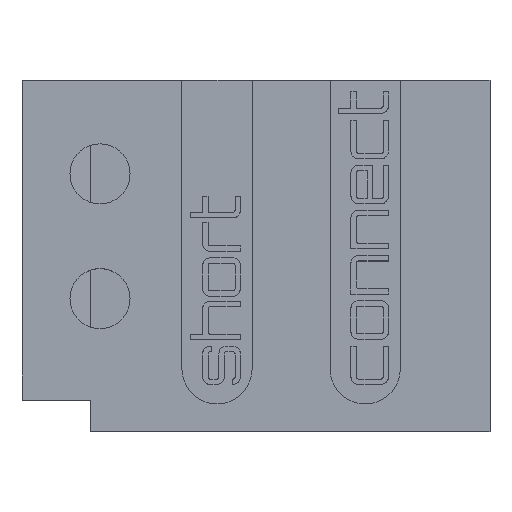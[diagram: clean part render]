
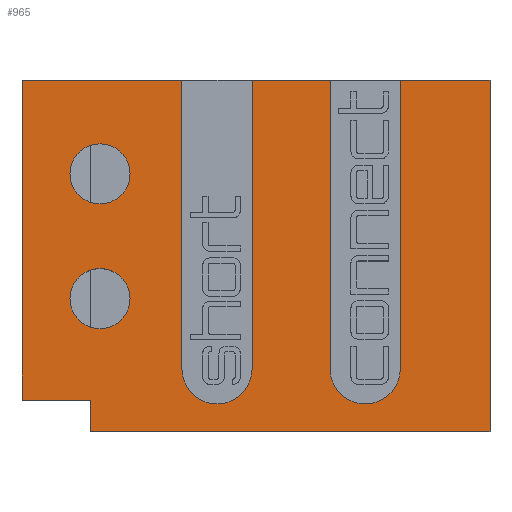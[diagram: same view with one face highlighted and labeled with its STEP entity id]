
A CAD part, top view. The second image highlights one B-rep face of the part: STEP entity #965.
In plain terms, the highlighted planar face has unit normal (0, 0, 1).
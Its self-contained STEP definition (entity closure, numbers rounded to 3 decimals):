
#263 = VERTEX_POINT('',#264);
#264 = CARTESIAN_POINT('',(30.,-45.,17.5));
#270 = EDGE_CURVE('',#263,#271,#273,.T.);
#271 = VERTEX_POINT('',#272);
#272 = CARTESIAN_POINT('',(-21.172,-45.,17.5));
#273 = LINE('',#274,#275);
#274 = CARTESIAN_POINT('',(30.,-45.,17.5));
#275 = VECTOR('',#276,1.);
#276 = DIRECTION('',(-1.,0.,0.));
#384 = VERTEX_POINT('',#385);
#385 = CARTESIAN_POINT('',(-30.,0.,17.5));
#391 = EDGE_CURVE('',#392,#384,#394,.T.);
#392 = VERTEX_POINT('',#393);
#393 = CARTESIAN_POINT('',(-9.5,0.,17.5));
#394 = LINE('',#395,#396);
#395 = CARTESIAN_POINT('',(30.,0.,17.5));
#396 = VECTOR('',#397,1.);
#397 = DIRECTION('',(-1.,0.,0.));
#416 = VERTEX_POINT('',#417);
#417 = CARTESIAN_POINT('',(-0.5,0.,17.5));
#423 = EDGE_CURVE('',#424,#416,#426,.T.);
#424 = VERTEX_POINT('',#425);
#425 = CARTESIAN_POINT('',(9.5,0.,17.5));
#426 = LINE('',#427,#428);
#427 = CARTESIAN_POINT('',(30.,0.,17.5));
#428 = VECTOR('',#429,1.);
#429 = DIRECTION('',(-1.,0.,0.));
#448 = VERTEX_POINT('',#449);
#449 = CARTESIAN_POINT('',(18.5,0.,17.5));
#455 = EDGE_CURVE('',#456,#448,#458,.T.);
#456 = VERTEX_POINT('',#457);
#457 = CARTESIAN_POINT('',(30.,0.,17.5));
#458 = LINE('',#459,#460);
#459 = CARTESIAN_POINT('',(30.,0.,17.5));
#460 = VECTOR('',#461,1.);
#461 = DIRECTION('',(-1.,0.,0.));
#937 = EDGE_CURVE('',#271,#938,#940,.T.);
#938 = VERTEX_POINT('',#939);
#939 = CARTESIAN_POINT('',(-21.172,-41.,17.5));
#940 = LINE('',#941,#942);
#941 = CARTESIAN_POINT('',(-21.172,-45.,17.5));
#942 = VECTOR('',#943,1.);
#943 = DIRECTION('',(0.,1.,0.));
#965 = ADVANCED_FACE('',(#966,#1039,#1050),#1061,.F.);
#966 = FACE_BOUND('',#967,.F.);
#967 = EDGE_LOOP('',(#968,#969,#975,#976,#977,#985,#991,#992,#1000,#1009
    ,#1015,#1016,#1024,#1033));
#968 = ORIENTED_EDGE('',*,*,#455,.F.);
#969 = ORIENTED_EDGE('',*,*,#970,.T.);
#970 = EDGE_CURVE('',#456,#263,#971,.T.);
#971 = LINE('',#972,#973);
#972 = CARTESIAN_POINT('',(30.,0.,17.5));
#973 = VECTOR('',#974,1.);
#974 = DIRECTION('',(0.,-1.,0.));
#975 = ORIENTED_EDGE('',*,*,#270,.T.);
#976 = ORIENTED_EDGE('',*,*,#937,.T.);
#977 = ORIENTED_EDGE('',*,*,#978,.T.);
#978 = EDGE_CURVE('',#938,#979,#981,.T.);
#979 = VERTEX_POINT('',#980);
#980 = CARTESIAN_POINT('',(-30.,-41.,17.5));
#981 = LINE('',#982,#983);
#982 = CARTESIAN_POINT('',(-21.172,-41.,17.5));
#983 = VECTOR('',#984,1.);
#984 = DIRECTION('',(-1.,0.,0.));
#985 = ORIENTED_EDGE('',*,*,#986,.F.);
#986 = EDGE_CURVE('',#384,#979,#987,.T.);
#987 = LINE('',#988,#989);
#988 = CARTESIAN_POINT('',(-30.,0.,17.5));
#989 = VECTOR('',#990,1.);
#990 = DIRECTION('',(0.,-1.,0.));
#991 = ORIENTED_EDGE('',*,*,#391,.F.);
#992 = ORIENTED_EDGE('',*,*,#993,.T.);
#993 = EDGE_CURVE('',#392,#994,#996,.T.);
#994 = VERTEX_POINT('',#995);
#995 = CARTESIAN_POINT('',(-9.5,-37.,17.5));
#996 = LINE('',#997,#998);
#997 = CARTESIAN_POINT('',(-9.5,0.,17.5));
#998 = VECTOR('',#999,1.);
#999 = DIRECTION('',(-0.,-1.,0.));
#1000 = ORIENTED_EDGE('',*,*,#1001,.T.);
#1001 = EDGE_CURVE('',#994,#1002,#1004,.T.);
#1002 = VERTEX_POINT('',#1003);
#1003 = CARTESIAN_POINT('',(-0.5,-37.,17.5));
#1004 = CIRCLE('',#1005,4.5);
#1005 = AXIS2_PLACEMENT_3D('',#1006,#1007,#1008);
#1006 = CARTESIAN_POINT('',(-5.,-37.,17.5));
#1007 = DIRECTION('',(0.,0.,1.));
#1008 = DIRECTION('',(-1.,0.,0.));
#1009 = ORIENTED_EDGE('',*,*,#1010,.F.);
#1010 = EDGE_CURVE('',#416,#1002,#1011,.T.);
#1011 = LINE('',#1012,#1013);
#1012 = CARTESIAN_POINT('',(-0.5,0.,17.5));
#1013 = VECTOR('',#1014,1.);
#1014 = DIRECTION('',(-0.,-1.,0.));
#1015 = ORIENTED_EDGE('',*,*,#423,.F.);
#1016 = ORIENTED_EDGE('',*,*,#1017,.T.);
#1017 = EDGE_CURVE('',#424,#1018,#1020,.T.);
#1018 = VERTEX_POINT('',#1019);
#1019 = CARTESIAN_POINT('',(9.5,-37.,17.5));
#1020 = LINE('',#1021,#1022);
#1021 = CARTESIAN_POINT('',(9.5,0.,17.5));
#1022 = VECTOR('',#1023,1.);
#1023 = DIRECTION('',(-0.,-1.,0.));
#1024 = ORIENTED_EDGE('',*,*,#1025,.T.);
#1025 = EDGE_CURVE('',#1018,#1026,#1028,.T.);
#1026 = VERTEX_POINT('',#1027);
#1027 = CARTESIAN_POINT('',(18.5,-37.,17.5));
#1028 = CIRCLE('',#1029,4.5);
#1029 = AXIS2_PLACEMENT_3D('',#1030,#1031,#1032);
#1030 = CARTESIAN_POINT('',(14.,-37.,17.5));
#1031 = DIRECTION('',(0.,0.,1.));
#1032 = DIRECTION('',(-1.,0.,0.));
#1033 = ORIENTED_EDGE('',*,*,#1034,.F.);
#1034 = EDGE_CURVE('',#448,#1026,#1035,.T.);
#1035 = LINE('',#1036,#1037);
#1036 = CARTESIAN_POINT('',(18.5,0.,17.5));
#1037 = VECTOR('',#1038,1.);
#1038 = DIRECTION('',(-0.,-1.,0.));
#1039 = FACE_BOUND('',#1040,.F.);
#1040 = EDGE_LOOP('',(#1041));
#1041 = ORIENTED_EDGE('',*,*,#1042,.T.);
#1042 = EDGE_CURVE('',#1043,#1043,#1045,.T.);
#1043 = VERTEX_POINT('',#1044);
#1044 = CARTESIAN_POINT('',(-23.85,-28.,17.5));
#1045 = CIRCLE('',#1046,3.85);
#1046 = AXIS2_PLACEMENT_3D('',#1047,#1048,#1049);
#1047 = CARTESIAN_POINT('',(-20.,-28.,17.5));
#1048 = DIRECTION('',(0.,0.,1.));
#1049 = DIRECTION('',(-1.,0.,0.));
#1050 = FACE_BOUND('',#1051,.F.);
#1051 = EDGE_LOOP('',(#1052));
#1052 = ORIENTED_EDGE('',*,*,#1053,.T.);
#1053 = EDGE_CURVE('',#1054,#1054,#1056,.T.);
#1054 = VERTEX_POINT('',#1055);
#1055 = CARTESIAN_POINT('',(-23.85,-12.,17.5));
#1056 = CIRCLE('',#1057,3.85);
#1057 = AXIS2_PLACEMENT_3D('',#1058,#1059,#1060);
#1058 = CARTESIAN_POINT('',(-20.,-12.,17.5));
#1059 = DIRECTION('',(0.,0.,1.));
#1060 = DIRECTION('',(-1.,0.,0.));
#1061 = PLANE('',#1062);
#1062 = AXIS2_PLACEMENT_3D('',#1063,#1064,#1065);
#1063 = CARTESIAN_POINT('',(30.,0.,17.5));
#1064 = DIRECTION('',(0.,0.,-1.));
#1065 = DIRECTION('',(-1.,0.,0.));
